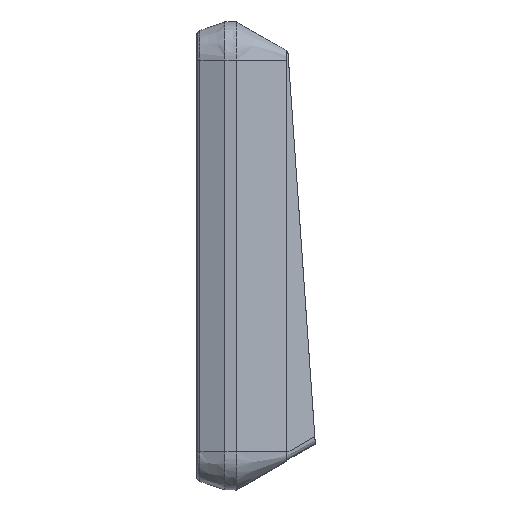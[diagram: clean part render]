
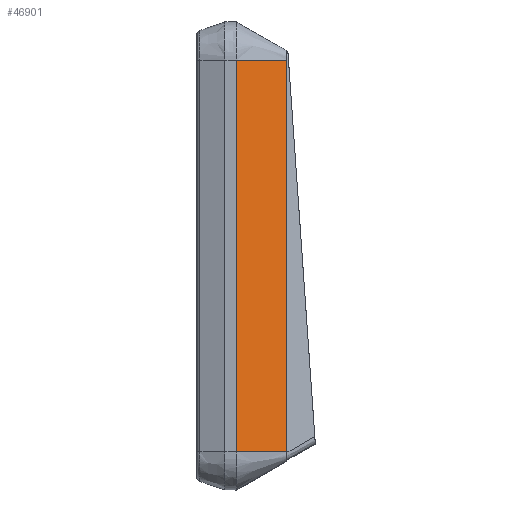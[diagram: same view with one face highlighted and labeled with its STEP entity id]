
A CAD part, left-side view. The second image highlights one B-rep face of the part: STEP entity #46901.
In plain terms, the highlighted planar face has unit normal (-0.868, -0.496, 0).
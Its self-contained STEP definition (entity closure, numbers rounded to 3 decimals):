
#550=PLANE('',#49828);
#3908=FACE_OUTER_BOUND('',#6581,.T.);
#6581=EDGE_LOOP('',(#32828,#32829,#32830,#32831));
#9517=LINE('',#67924,#15041);
#9604=LINE('',#68319,#15128);
#9608=LINE('',#68346,#15132);
#9609=LINE('',#68347,#15133);
#15041=VECTOR('',#54005,10.);
#15128=VECTOR('',#54328,10.);
#15132=VECTOR('',#54336,10.);
#15133=VECTOR('',#54337,10.);
#20675=VERTEX_POINT('',#67904);
#20676=VERTEX_POINT('',#67923);
#20758=VERTEX_POINT('',#68318);
#20761=VERTEX_POINT('',#68345);
#25368=EDGE_CURVE('',#20676,#20675,#9517,.T.);
#25514=EDGE_CURVE('',#20758,#20675,#9604,.T.);
#25519=EDGE_CURVE('',#20761,#20676,#9608,.T.);
#25520=EDGE_CURVE('',#20758,#20761,#9609,.T.);
#32828=ORIENTED_EDGE('',*,*,#25519,.T.);
#32829=ORIENTED_EDGE('',*,*,#25368,.T.);
#32830=ORIENTED_EDGE('',*,*,#25514,.F.);
#32831=ORIENTED_EDGE('',*,*,#25520,.T.);
#46901=ADVANCED_FACE('',(#3908),#550,.T.);
#49828=AXIS2_PLACEMENT_3D('',#68344,#54334,#54335);
#54005=DIRECTION('',(0.,0.,1.));
#54328=DIRECTION('',(0.496,-0.868,0.));
#54334=DIRECTION('center_axis',(-0.868,-0.496,0.));
#54335=DIRECTION('ref_axis',(0.,0.,1.));
#54336=DIRECTION('',(0.496,-0.868,0.));
#54337=DIRECTION('',(0.,0.,-1.));
#67904=CARTESIAN_POINT('',(-2.5,-11.891,81.462));
#67923=CARTESIAN_POINT('',(-2.5,-11.891,-0.5));
#67924=CARTESIAN_POINT('',(-2.5,-11.891,42.841));
#68318=CARTESIAN_POINT('',(-8.5,-1.391,81.462));
#68319=CARTESIAN_POINT('',(-8.5,-1.391,81.462));
#68344=CARTESIAN_POINT('Origin',(-5.5,-6.641,42.841));
#68345=CARTESIAN_POINT('',(-8.5,-1.391,-0.5));
#68346=CARTESIAN_POINT('',(-8.5,-1.391,-0.5));
#68347=CARTESIAN_POINT('',(-8.5,-1.391,42.841));
